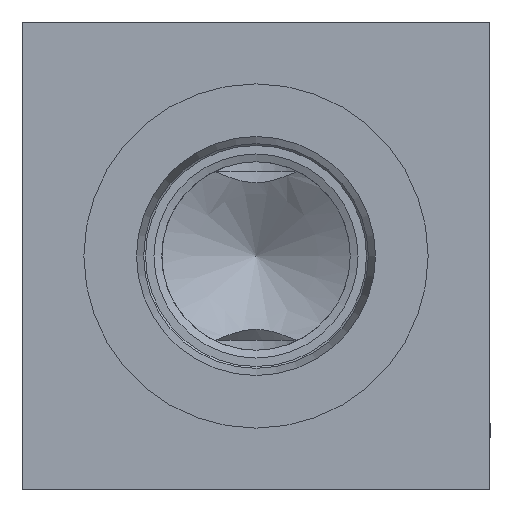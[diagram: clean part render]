
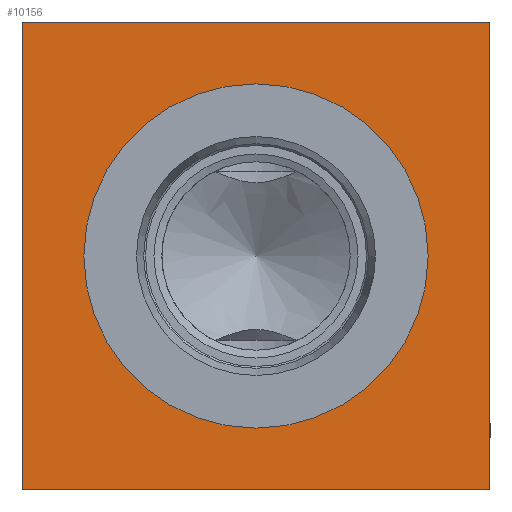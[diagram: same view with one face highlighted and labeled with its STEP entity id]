
A CAD part, left-side view. The second image highlights one B-rep face of the part: STEP entity #10156.
In plain terms, the highlighted planar face has unit normal (-1, 0, 0).
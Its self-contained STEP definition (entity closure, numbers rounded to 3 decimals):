
#532=CIRCLE('',#10930,21.019);
#533=CIRCLE('',#10931,21.019);
#620=FACE_BOUND('',#2018,.T.);
#879=PLANE('',#10944);
#1409=FACE_OUTER_BOUND('',#2017,.T.);
#2017=EDGE_LOOP('',(#9148,#9149,#9150,#9151));
#2018=EDGE_LOOP('',(#9152,#9153));
#2305=LINE('',#15724,#3120);
#2849=LINE('',#17890,#3664);
#2850=LINE('',#17891,#3665);
#2851=LINE('',#17892,#3666);
#3120=VECTOR('',#11337,10.);
#3664=VECTOR('',#13297,10.);
#3665=VECTOR('',#13298,10.);
#3666=VECTOR('',#13299,10.);
#4248=VERTEX_POINT('',#15717);
#4251=VERTEX_POINT('',#15722);
#4890=VERTEX_POINT('',#17859);
#4891=VERTEX_POINT('',#17860);
#4900=VERTEX_POINT('',#17888);
#4901=VERTEX_POINT('',#17889);
#5387=EDGE_CURVE('',#4251,#4248,#2305,.T.);
#6315=EDGE_CURVE('',#4890,#4891,#532,.T.);
#6316=EDGE_CURVE('',#4891,#4890,#533,.T.);
#6329=EDGE_CURVE('',#4900,#4901,#2849,.T.);
#6330=EDGE_CURVE('',#4901,#4248,#2850,.T.);
#6331=EDGE_CURVE('',#4900,#4251,#2851,.T.);
#9148=ORIENTED_EDGE('',*,*,#6329,.T.);
#9149=ORIENTED_EDGE('',*,*,#6330,.T.);
#9150=ORIENTED_EDGE('',*,*,#5387,.F.);
#9151=ORIENTED_EDGE('',*,*,#6331,.F.);
#9152=ORIENTED_EDGE('',*,*,#6315,.T.);
#9153=ORIENTED_EDGE('',*,*,#6316,.T.);
#10156=ADVANCED_FACE('',(#1409,#620),#879,.T.);
#10930=AXIS2_PLACEMENT_3D('',#17861,#13263,#13264);
#10931=AXIS2_PLACEMENT_3D('',#17862,#13265,#13266);
#10944=AXIS2_PLACEMENT_3D('',#17887,#13295,#13296);
#11337=DIRECTION('',(0.,-1.,0.));
#13263=DIRECTION('center_axis',(1.,0.,0.));
#13264=DIRECTION('ref_axis',(0.,0.,1.));
#13265=DIRECTION('center_axis',(1.,0.,0.));
#13266=DIRECTION('ref_axis',(0.,0.,1.));
#13295=DIRECTION('center_axis',(-1.,0.,0.));
#13296=DIRECTION('ref_axis',(0.,-1.,0.));
#13297=DIRECTION('',(0.,-1.,0.));
#13298=DIRECTION('',(0.,0.,1.));
#13299=DIRECTION('',(0.,0.,1.));
#15717=CARTESIAN_POINT('',(0.,0.,57.15));
#15722=CARTESIAN_POINT('',(0.,57.15,57.15));
#15724=CARTESIAN_POINT('',(0.,57.15,57.15));
#17859=CARTESIAN_POINT('',(0.,28.575,49.594));
#17860=CARTESIAN_POINT('',(0.,28.575,7.556));
#17861=CARTESIAN_POINT('Origin',(0.,28.575,28.575));
#17862=CARTESIAN_POINT('Origin',(0.,28.575,28.575));
#17887=CARTESIAN_POINT('Origin',(0.,57.15,0.));
#17888=CARTESIAN_POINT('',(0.,57.15,0.));
#17889=CARTESIAN_POINT('',(0.,0.,0.));
#17890=CARTESIAN_POINT('',(0.,57.15,0.));
#17891=CARTESIAN_POINT('',(0.,0.,0.));
#17892=CARTESIAN_POINT('',(0.,57.15,0.));
